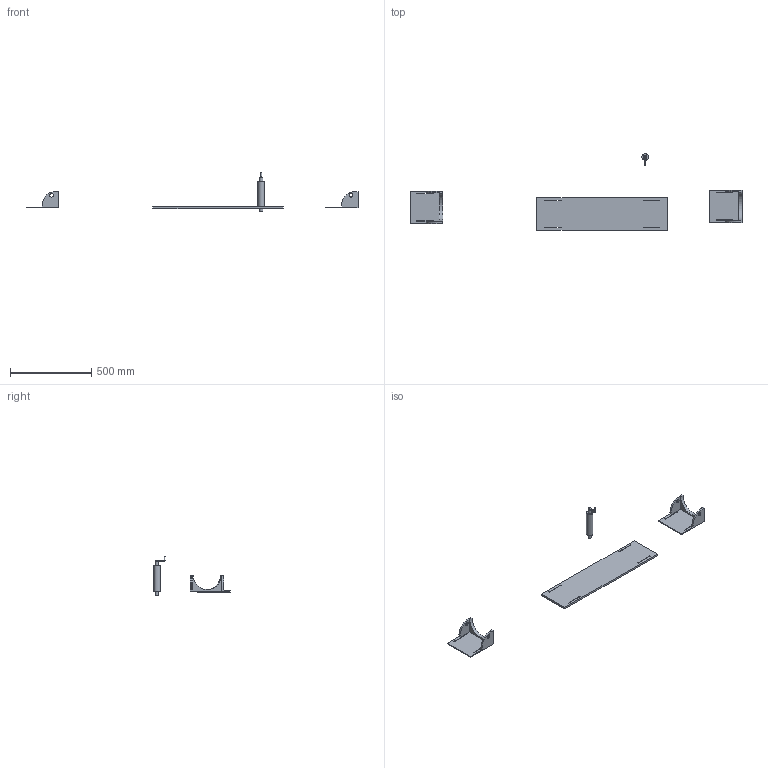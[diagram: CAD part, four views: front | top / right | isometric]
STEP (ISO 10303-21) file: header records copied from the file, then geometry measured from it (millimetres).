
FILE_DESCRIPTION( ( '' ), ' ' );
FILE_NAME( '5d0df92576585c1743d6d7d0.step', '2019-06-22T09:47:18', ( '' ), ( '' ), ' ', ' ', ' ' );
FILE_SCHEMA( ( 'AUTOMOTIVE_DESIGN { 1 0 10303 214 1 1 1 1 }' ) );
Length unit declared in the file: metre
Products named in the file (4): Part 1; Part 2; Part 3; Part 4
Bounding box: 2037.18 x 469.02 x 245 mm (x, y, z)
Volume: 2158812.2 mm3; surface area: 645641.8 mm2
Topology: 4 solids, 4 shells, 97 faces, 249 edges, 163 vertices
Faces by surface type: plane 83, cylinder 14
Full cylindrical faces by diameter (mm): 7.891 x1, 21 x2, 23.04 x4, 40 x1
Entity records: 3726 total; most frequent: CARTESIAN_POINT 503, ORIENTED_EDGE 480, DIRECTION 476, EDGE_CURVE 240, LINE 206, VECTOR 206, VERTEX_POINT 162, AXIS2_PLACEMENT_3D 135
